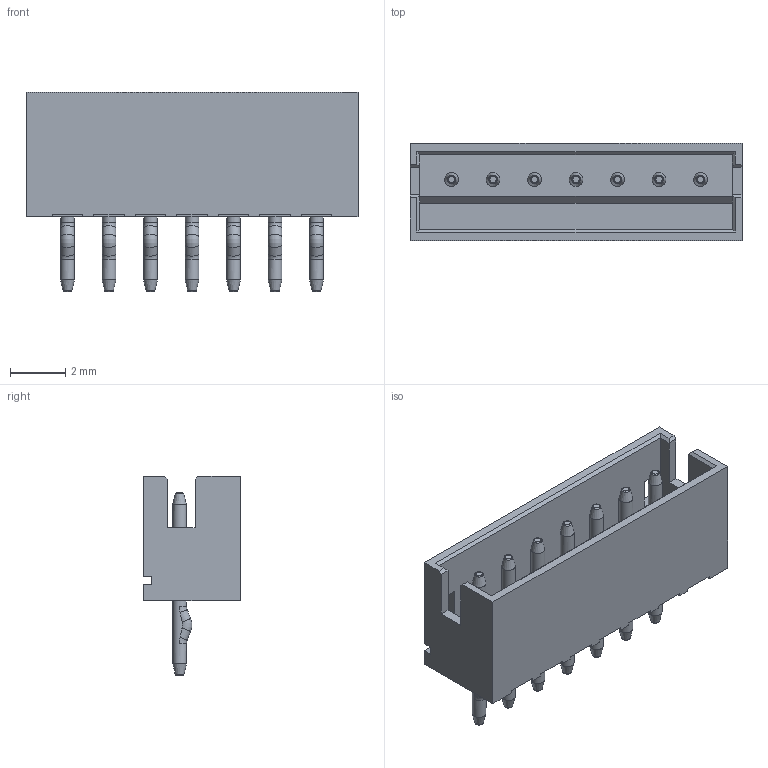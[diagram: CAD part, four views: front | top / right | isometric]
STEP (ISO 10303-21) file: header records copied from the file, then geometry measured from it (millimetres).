
FILE_DESCRIPTION(/* description */ ('Unknown'),/* implementation_level */ '2;1');
FILE_NAME(/* name */ 'J_Wurth_WR-WTB_64800711622',/* time_stamp */ '2025-05-27T17:36:35+08:00',/* author */ ('Unknown'),/* organization */ ('Unknown'),/* preprocessor_version */ 'ST-DEVELOPER v19.4',/* originating_system */ 'Solid Edge',/* authorisation */ 'Unknown');
FILE_SCHEMA (('AUTOMOTIVE_DESIGN {1 0 10303 214 3 1 1}'));
Length unit declared in the file: millimetre
Products named in the file (2): J_Wurth_WR-WTB_64800711622
Assembly tree (1 placements, depth 2):
  J_Wurth_WR-WTB_64800711622
    J_Wurth_WR-WTB_64800711622
Bounding box: 12 x 3.5 x 7.2 mm (x, y, z)
Volume: 96.5 mm3; surface area: 370.3 mm2
Topology: 1 solids, 1 shells, 196 faces, 567 edges, 387 vertices
Faces by surface type: plane 112, torus 35, cylinder 35, cone 14
Full cylindrical faces by diameter (mm): 0.5 x14
Entity records: 7616 total; most frequent: CARTESIAN_POINT 1453, ORIENTED_EDGE 1008, DIRECTION 914, EDGE_CURVE 504, VERTEX_POINT 380, AXIS2_PLACEMENT_3D 317, LINE 280, VECTOR 280
